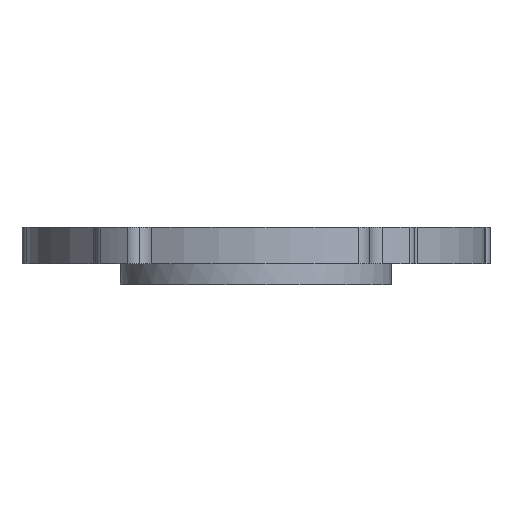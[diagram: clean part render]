
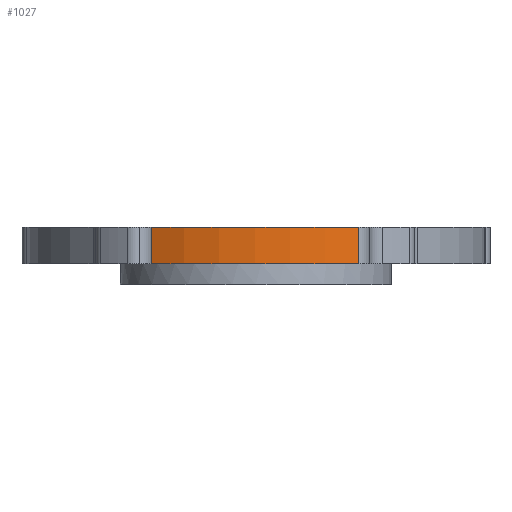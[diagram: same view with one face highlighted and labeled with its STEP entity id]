
A CAD part, front view. The second image highlights one B-rep face of the part: STEP entity #1027.
In plain terms, the highlighted cylindrical face has radius 38 mm (diameter 76 mm), a partial arc.
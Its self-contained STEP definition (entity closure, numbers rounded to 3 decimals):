
#39=LINE('',#1672,#84);
#56=LINE('',#1856,#101);
#84=VECTOR('',#1303,2.);
#101=VECTOR('',#1504,10.);
#148=CYLINDRICAL_SURFACE('',#1202,38.);
#203=FACE_OUTER_BOUND('',#271,.T.);
#271=EDGE_LOOP('',(#863,#864,#865,#866));
#346=CIRCLE('',#1132,38.);
#385=CIRCLE('',#1174,38.);
#434=VERTEX_POINT('',#1668);
#436=VERTEX_POINT('',#1671);
#463=VERTEX_POINT('',#1739);
#497=VERTEX_POINT('',#1819);
#545=EDGE_CURVE('',#434,#436,#39,.T.);
#579=EDGE_CURVE('',#463,#434,#346,.T.);
#621=EDGE_CURVE('',#436,#497,#385,.T.);
#641=EDGE_CURVE('',#497,#463,#56,.T.);
#863=ORIENTED_EDGE('',*,*,#545,.F.);
#864=ORIENTED_EDGE('',*,*,#579,.F.);
#865=ORIENTED_EDGE('',*,*,#641,.F.);
#866=ORIENTED_EDGE('',*,*,#621,.F.);
#1027=ADVANCED_FACE('',(#203),#148,.T.);
#1132=AXIS2_PLACEMENT_3D('',#1741,#1375,#1376);
#1174=AXIS2_PLACEMENT_3D('',#1820,#1462,#1463);
#1202=AXIS2_PLACEMENT_3D('',#1874,#1530,#1531);
#1303=DIRECTION('',(0.,0.,1.));
#1375=DIRECTION('center_axis',(0.,0.,-1.));
#1376=DIRECTION('ref_axis',(0.588,-0.809,0.));
#1462=DIRECTION('center_axis',(0.,0.,1.));
#1463=DIRECTION('ref_axis',(0.588,-0.809,0.));
#1504=DIRECTION('',(0.,0.,-1.));
#1530=DIRECTION('center_axis',(0.,0.,1.));
#1531=DIRECTION('ref_axis',(0.588,-0.809,0.));
#1668=CARTESIAN_POINT('',(-17.332,-33.817,3.5));
#1671=CARTESIAN_POINT('',(-17.332,-33.817,9.5));
#1672=CARTESIAN_POINT('',(-17.332,-33.817,5.));
#1739=CARTESIAN_POINT('',(17.043,-33.964,3.5));
#1741=CARTESIAN_POINT('Origin',(0.,0.,
3.5));
#1819=CARTESIAN_POINT('',(17.043,-33.964,9.5));
#1820=CARTESIAN_POINT('Origin',(0.,0.,
9.5));
#1856=CARTESIAN_POINT('',(17.043,-33.964,3.5));
#1874=CARTESIAN_POINT('Origin',(0.,0.,
3.5));
